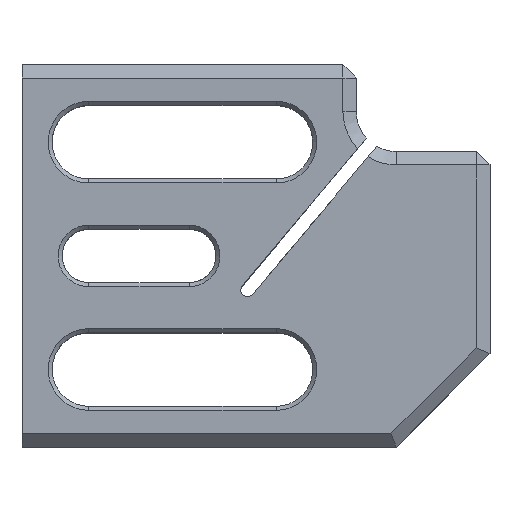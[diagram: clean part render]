
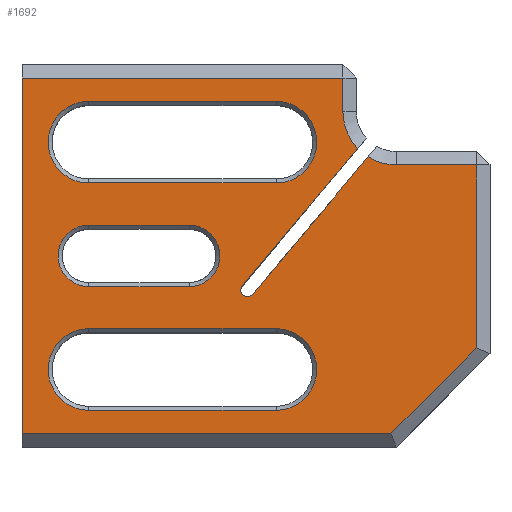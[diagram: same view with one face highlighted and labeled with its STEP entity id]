
A CAD part, top view. The second image highlights one B-rep face of the part: STEP entity #1692.
In plain terms, the highlighted planar face has unit normal (0, 0, 1).
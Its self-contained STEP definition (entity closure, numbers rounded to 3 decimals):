
#56=PLANE('',#1836);
#168=LINE('',#2661,#351);
#187=LINE('',#2705,#370);
#190=LINE('',#2725,#373);
#210=LINE('',#2777,#393);
#211=LINE('',#2781,#394);
#212=LINE('',#2785,#395);
#213=LINE('',#2789,#396);
#214=LINE('',#2793,#397);
#215=LINE('',#2797,#398);
#216=LINE('',#2800,#399);
#217=LINE('',#2802,#400);
#218=LINE('',#2803,#401);
#219=LINE('',#2805,#402);
#220=LINE('',#2807,#403);
#221=LINE('',#2809,#404);
#351=VECTOR('',#2085,1000.);
#370=VECTOR('',#2122,1000.);
#373=VECTOR('',#2127,1000.);
#393=VECTOR('',#2183,1000.);
#394=VECTOR('',#2186,1000.);
#395=VECTOR('',#2189,1000.);
#396=VECTOR('',#2192,1000.);
#397=VECTOR('',#2195,1000.);
#398=VECTOR('',#2198,1000.);
#399=VECTOR('',#2201,1000.);
#400=VECTOR('',#2202,1000.);
#401=VECTOR('',#2203,1000.);
#402=VECTOR('',#2204,1000.);
#403=VECTOR('',#2205,1000.);
#404=VECTOR('',#2206,1000.);
#718=ORIENTED_EDGE('',*,*,#1122,.T.);
#719=ORIENTED_EDGE('',*,*,#1123,.T.);
#720=ORIENTED_EDGE('',*,*,#1124,.T.);
#721=ORIENTED_EDGE('',*,*,#1125,.T.);
#722=ORIENTED_EDGE('',*,*,#1126,.T.);
#723=ORIENTED_EDGE('',*,*,#1127,.T.);
#724=ORIENTED_EDGE('',*,*,#1128,.T.);
#725=ORIENTED_EDGE('',*,*,#1129,.T.);
#726=ORIENTED_EDGE('',*,*,#1130,.T.);
#727=ORIENTED_EDGE('',*,*,#1131,.T.);
#728=ORIENTED_EDGE('',*,*,#1132,.T.);
#729=ORIENTED_EDGE('',*,*,#1133,.T.);
#730=ORIENTED_EDGE('',*,*,#1096,.T.);
#731=ORIENTED_EDGE('',*,*,#1134,.T.);
#732=ORIENTED_EDGE('',*,*,#1135,.T.);
#733=ORIENTED_EDGE('',*,*,#1136,.T.);
#734=ORIENTED_EDGE('',*,*,#1068,.T.);
#735=ORIENTED_EDGE('',*,*,#1137,.T.);
#736=ORIENTED_EDGE('',*,*,#1138,.T.);
#737=ORIENTED_EDGE('',*,*,#1139,.T.);
#738=ORIENTED_EDGE('',*,*,#1140,.T.);
#739=ORIENTED_EDGE('',*,*,#1141,.T.);
#740=ORIENTED_EDGE('',*,*,#1090,.T.);
#741=ORIENTED_EDGE('',*,*,#997,.F.);
#997=EDGE_CURVE('',#1236,#1235,#1363,.T.);
#1068=EDGE_CURVE('',#1288,#1289,#168,.T.);
#1090=EDGE_CURVE('',#1304,#1235,#187,.T.);
#1096=EDGE_CURVE('',#1236,#1307,#190,.T.);
#1122=EDGE_CURVE('',#1320,#1321,#1387,.F.);
#1123=EDGE_CURVE('',#1321,#1322,#210,.T.);
#1124=EDGE_CURVE('',#1322,#1323,#1388,.F.);
#1125=EDGE_CURVE('',#1323,#1320,#211,.T.);
#1126=EDGE_CURVE('',#1324,#1325,#1389,.F.);
#1127=EDGE_CURVE('',#1325,#1326,#212,.T.);
#1128=EDGE_CURVE('',#1326,#1327,#1390,.F.);
#1129=EDGE_CURVE('',#1327,#1324,#213,.T.);
#1130=EDGE_CURVE('',#1328,#1329,#1391,.F.);
#1131=EDGE_CURVE('',#1329,#1330,#214,.T.);
#1132=EDGE_CURVE('',#1330,#1331,#1392,.F.);
#1133=EDGE_CURVE('',#1331,#1328,#215,.T.);
#1134=EDGE_CURVE('',#1307,#1332,#1393,.F.);
#1135=EDGE_CURVE('',#1332,#1333,#216,.T.);
#1136=EDGE_CURVE('',#1333,#1288,#217,.T.);
#1137=EDGE_CURVE('',#1289,#1334,#218,.T.);
#1138=EDGE_CURVE('',#1334,#1335,#219,.T.);
#1139=EDGE_CURVE('',#1335,#1336,#220,.T.);
#1140=EDGE_CURVE('',#1336,#1337,#221,.T.);
#1141=EDGE_CURVE('',#1337,#1304,#1394,.F.);
#1235=VERTEX_POINT('',#2513);
#1236=VERTEX_POINT('',#2515);
#1288=VERTEX_POINT('',#2662);
#1289=VERTEX_POINT('',#2663);
#1304=VERTEX_POINT('',#2706);
#1307=VERTEX_POINT('',#2724);
#1320=VERTEX_POINT('',#2775);
#1321=VERTEX_POINT('',#2776);
#1322=VERTEX_POINT('',#2778);
#1323=VERTEX_POINT('',#2780);
#1324=VERTEX_POINT('',#2783);
#1325=VERTEX_POINT('',#2784);
#1326=VERTEX_POINT('',#2786);
#1327=VERTEX_POINT('',#2788);
#1328=VERTEX_POINT('',#2791);
#1329=VERTEX_POINT('',#2792);
#1330=VERTEX_POINT('',#2794);
#1331=VERTEX_POINT('',#2796);
#1332=VERTEX_POINT('',#2799);
#1333=VERTEX_POINT('',#2801);
#1334=VERTEX_POINT('',#2804);
#1335=VERTEX_POINT('',#2806);
#1336=VERTEX_POINT('',#2808);
#1337=VERTEX_POINT('',#2810);
#1363=CIRCLE('',#1775,0.5);
#1387=CIRCLE('',#1837,3.05);
#1388=CIRCLE('',#1838,3.05);
#1389=CIRCLE('',#1839,3.05);
#1390=CIRCLE('',#1840,3.05);
#1391=CIRCLE('',#1841,2.3);
#1392=CIRCLE('',#1842,2.3);
#1393=CIRCLE('',#1843,4.);
#1394=CIRCLE('',#1844,4.);
#1456=EDGE_LOOP('',(#718,#719,#720,#721));
#1457=EDGE_LOOP('',(#722,#723,#724,#725));
#1458=EDGE_LOOP('',(#726,#727,#728,#729));
#1459=EDGE_LOOP('',(#730,#731,#732,#733,#734,#735,#736,#737,#738,#739,#740,
#741));
#1569=FACE_BOUND('',#1456,.T.);
#1570=FACE_BOUND('',#1457,.T.);
#1571=FACE_BOUND('',#1458,.T.);
#1572=FACE_BOUND('',#1459,.T.);
#1692=ADVANCED_FACE('',(#1569,#1570,#1571,#1572),#56,.T.);
#1775=AXIS2_PLACEMENT_3D('',#2516,#1960,#1961);
#1836=AXIS2_PLACEMENT_3D('',#2773,#2179,#2180);
#1837=AXIS2_PLACEMENT_3D('',#2774,#2181,#2182);
#1838=AXIS2_PLACEMENT_3D('',#2779,#2184,#2185);
#1839=AXIS2_PLACEMENT_3D('',#2782,#2187,#2188);
#1840=AXIS2_PLACEMENT_3D('',#2787,#2190,#2191);
#1841=AXIS2_PLACEMENT_3D('',#2790,#2193,#2194);
#1842=AXIS2_PLACEMENT_3D('',#2795,#2196,#2197);
#1843=AXIS2_PLACEMENT_3D('',#2798,#2199,#2200);
#1844=AXIS2_PLACEMENT_3D('',#2811,#2207,#2208);
#1960=DIRECTION('',(0.,0.,1.));
#1961=DIRECTION('',(1.,0.,0.));
#2085=DIRECTION('',(0.,-1.,0.));
#2122=DIRECTION('',(-0.643,-0.766,0.));
#2127=DIRECTION('',(0.643,0.766,0.));
#2179=DIRECTION('',(0.,0.,1.));
#2180=DIRECTION('',(1.,0.,0.));
#2181=DIRECTION('',(0.,0.,1.));
#2182=DIRECTION('',(1.,0.,0.));
#2183=DIRECTION('',(-1.,0.,0.));
#2184=DIRECTION('',(0.,0.,1.));
#2185=DIRECTION('',(1.,0.,0.));
#2186=DIRECTION('',(1.,0.,0.));
#2187=DIRECTION('',(0.,0.,1.));
#2188=DIRECTION('',(1.,0.,0.));
#2189=DIRECTION('',(1.,0.,0.));
#2190=DIRECTION('',(0.,0.,1.));
#2191=DIRECTION('',(1.,0.,0.));
#2192=DIRECTION('',(-1.,0.,0.));
#2193=DIRECTION('',(0.,0.,1.));
#2194=DIRECTION('',(1.,0.,0.));
#2195=DIRECTION('',(1.,0.,0.));
#2196=DIRECTION('',(0.,0.,1.));
#2197=DIRECTION('',(1.,0.,0.));
#2198=DIRECTION('',(-1.,0.,0.));
#2199=DIRECTION('',(0.,0.,1.));
#2200=DIRECTION('',(1.,0.,0.));
#2201=DIRECTION('',(0.,1.,0.));
#2202=DIRECTION('',(-1.,0.,0.));
#2203=DIRECTION('',(1.,0.,0.));
#2204=DIRECTION('',(0.707,0.707,0.));
#2205=DIRECTION('',(0.,1.,0.));
#2206=DIRECTION('',(-1.,0.,0.));
#2207=DIRECTION('',(0.,0.,1.));
#2208=DIRECTION('',(1.,0.,0.));
#2513=CARTESIAN_POINT('',(17.244,-2.887,6.35));
#2515=CARTESIAN_POINT('',(16.478,-2.245,6.35));
#2516=CARTESIAN_POINT('',(16.861,-2.566,6.35));
#2661=CARTESIAN_POINT('',(0.,14.3,6.35));
#2662=CARTESIAN_POINT('',(0.,13.3,6.35));
#2663=CARTESIAN_POINT('',(0.,-13.3,6.35));
#2705=CARTESIAN_POINT('',(26.533,8.183,6.35));
#2706=CARTESIAN_POINT('',(25.882,7.407,6.35));
#2724=CARTESIAN_POINT('',(25.106,8.038,6.35));
#2725=CARTESIAN_POINT('',(16.478,-2.245,6.35));
#2773=CARTESIAN_POINT('',(28.,10.8,6.35));
#2774=CARTESIAN_POINT('',(19.,8.5,6.35));
#2775=CARTESIAN_POINT('',(19.,11.55,6.35));
#2776=CARTESIAN_POINT('',(19.,5.45,6.35));
#2777=CARTESIAN_POINT('',(28.,5.45,6.35));
#2778=CARTESIAN_POINT('',(5.,5.45,6.35));
#2779=CARTESIAN_POINT('',(5.,8.5,6.35));
#2780=CARTESIAN_POINT('',(5.,11.55,6.35));
#2781=CARTESIAN_POINT('',(28.,11.55,6.35));
#2782=CARTESIAN_POINT('',(5.,-8.5,6.35));
#2783=CARTESIAN_POINT('',(5.,-11.55,6.35));
#2784=CARTESIAN_POINT('',(5.,-5.45,6.35));
#2785=CARTESIAN_POINT('',(28.,-5.45,6.35));
#2786=CARTESIAN_POINT('',(19.,-5.45,6.35));
#2787=CARTESIAN_POINT('',(19.,-8.5,6.35));
#2788=CARTESIAN_POINT('',(19.,-11.55,6.35));
#2789=CARTESIAN_POINT('',(28.,-11.55,6.35));
#2790=CARTESIAN_POINT('',(5.,0.,6.35));
#2791=CARTESIAN_POINT('',(5.,-2.3,6.35));
#2792=CARTESIAN_POINT('',(5.,2.3,6.35));
#2793=CARTESIAN_POINT('',(28.,2.3,6.35));
#2794=CARTESIAN_POINT('',(12.5,2.3,6.35));
#2795=CARTESIAN_POINT('',(12.5,0.,6.35));
#2796=CARTESIAN_POINT('',(12.5,-2.3,6.35));
#2797=CARTESIAN_POINT('',(28.,-2.3,6.35));
#2798=CARTESIAN_POINT('',(28.,10.8,6.35));
#2799=CARTESIAN_POINT('',(24.,10.8,6.35));
#2800=CARTESIAN_POINT('',(24.,14.3,6.35));
#2801=CARTESIAN_POINT('',(24.,13.3,6.35));
#2802=CARTESIAN_POINT('',(0.,13.3,6.35));
#2803=CARTESIAN_POINT('',(28.,-13.3,6.35));
#2804=CARTESIAN_POINT('',(27.586,-13.3,6.35));
#2805=CARTESIAN_POINT('',(34.293,-6.593,6.35));
#2806=CARTESIAN_POINT('',(34.,-6.886,6.35));
#2807=CARTESIAN_POINT('',(34.,7.8,6.35));
#2808=CARTESIAN_POINT('',(34.,6.8,6.35));
#2809=CARTESIAN_POINT('',(28.,6.8,6.35));
#2810=CARTESIAN_POINT('',(28.,6.8,6.35));
#2811=CARTESIAN_POINT('',(28.,10.8,6.35));
